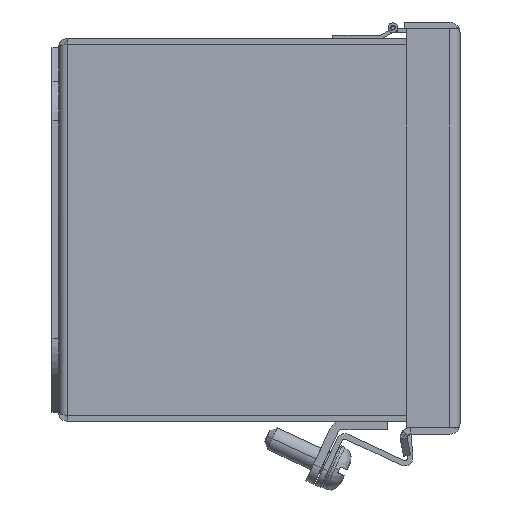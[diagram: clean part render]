
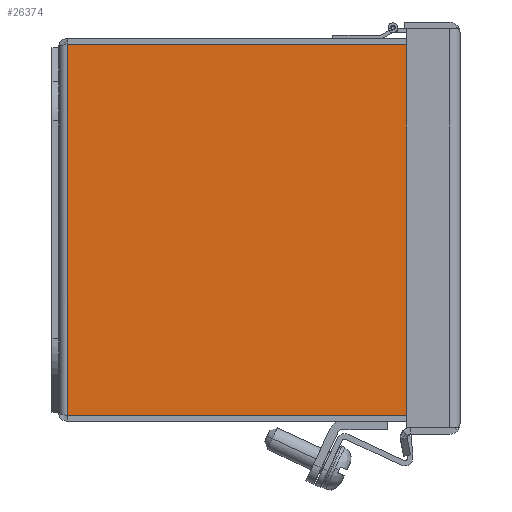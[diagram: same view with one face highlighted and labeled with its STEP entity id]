
A CAD part, front view. The second image highlights one B-rep face of the part: STEP entity #26374.
In plain terms, the highlighted face is planar.
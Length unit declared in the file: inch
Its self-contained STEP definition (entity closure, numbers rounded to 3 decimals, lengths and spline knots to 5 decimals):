
#433 = CARTESIAN_POINT ( 'NONE',  ( -1.94289, 0., -3. ) ) ;
#586 = ORIENTED_EDGE ( 'NONE', *, *, #23969, .F. ) ;
#2225 = VERTEX_POINT ( 'NONE', #3412 ) ;
#2606 = LINE ( 'NONE', #7958, #20600 ) ;
#2755 = VECTOR ( 'NONE', #14241, 39.37008 ) ;
#3222 = ORIENTED_EDGE ( 'NONE', *, *, #10416, .F. ) ;
#3404 = VECTOR ( 'NONE', #18907, 39.37008 ) ;
#3412 = CARTESIAN_POINT ( 'NONE',  ( -1.94289, -0.086, -3. ) ) ;
#3762 = ORIENTED_EDGE ( 'NONE', *, *, #12037, .F. ) ;
#4157 = DIRECTION ( 'NONE',  ( 0., 0., 1. ) ) ;
#4797 = DIRECTION ( 'NONE',  ( 0., 0., 1. ) ) ;
#6108 = CARTESIAN_POINT ( 'NONE',  ( 1.93791, -3.914, -3. ) ) ;
#7958 = CARTESIAN_POINT ( 'NONE',  ( 1.914, -0.086, -3. ) ) ;
#8522 = DIRECTION ( 'NONE',  ( 0., 0., 1. ) ) ;
#8525 = AXIS2_PLACEMENT_3D ( 'NONE', #9631, #4797, #11918 ) ;
#8694 = VERTEX_POINT ( 'NONE', #27170 ) ;
#9631 = CARTESIAN_POINT ( 'NONE',  ( 1.75489, -3.87102, -3. ) ) ;
#9725 = CIRCLE ( 'NONE', #8525, 0.188 ) ;
#9825 = DIRECTION ( 'NONE',  ( 1., 0., 0. ) ) ;
#10147 = VECTOR ( 'NONE', #9825, 39.37008 ) ;
#10416 = EDGE_CURVE ( 'NONE', #27264, #13096, #17472, .T. ) ;
#11107 = DIRECTION ( 'NONE',  ( 0., -1., 0. ) ) ;
#11394 = CIRCLE ( 'NONE', #13941, 0.188 ) ;
#11804 = EDGE_CURVE ( 'NONE', #29543, #2225, #2606, .T. ) ;
#11918 = DIRECTION ( 'NONE',  ( 0., -1., 0. ) ) ;
#12037 = EDGE_CURVE ( 'NONE', #8694, #27264, #11394, .T. ) ;
#13096 = VERTEX_POINT ( 'NONE', #6108 ) ;
#13499 = ORIENTED_EDGE ( 'NONE', *, *, #26651, .F. ) ;
#13941 = AXIS2_PLACEMENT_3D ( 'NONE', #20969, #4157, #18390 ) ;
#14241 = DIRECTION ( 'NONE',  ( 0., 1., 0. ) ) ;
#17472 = LINE ( 'NONE', #26316, #10147 ) ;
#18390 = DIRECTION ( 'NONE',  ( 0., -1., 0. ) ) ;
#18636 = CARTESIAN_POINT ( 'NONE',  ( -1.93791, -3.914, -3. ) ) ;
#18907 = DIRECTION ( 'NONE',  ( 0., -1., 0. ) ) ;
#19672 = EDGE_CURVE ( 'NONE', #2225, #8694, #21396, .T. ) ;
#20134 = CARTESIAN_POINT ( 'NONE',  ( -13.527, 0., -3. ) ) ;
#20212 = VERTEX_POINT ( 'NONE', #27396 ) ;
#20600 = VECTOR ( 'NONE', #22140, 39.37008 ) ;
#20969 = CARTESIAN_POINT ( 'NONE',  ( -1.75489, -3.87102, -3. ) ) ;
#21168 = FACE_OUTER_BOUND ( 'NONE', #24763, .T. ) ;
#21396 = LINE ( 'NONE', #433, #3404 ) ;
#21532 = ORIENTED_EDGE ( 'NONE', *, *, #11804, .F. ) ;
#22140 = DIRECTION ( 'NONE',  ( -1., 0., 0. ) ) ;
#23969 = EDGE_CURVE ( 'NONE', #20212, #29543, #27372, .T. ) ;
#24007 = ORIENTED_EDGE ( 'NONE', *, *, #19672, .F. ) ;
#24760 = CARTESIAN_POINT ( 'NONE',  ( 1.94289, -0.086, -3. ) ) ;
#24763 = EDGE_LOOP ( 'NONE', ( #13499, #3222, #3762, #24007, #21532, #586 ) ) ;
#26316 = CARTESIAN_POINT ( 'NONE',  ( -13.527, -3.914, -3. ) ) ;
#26374 = ADVANCED_FACE ( 'NONE', ( #21168 ), #29007, .F. ) ;
#26651 = EDGE_CURVE ( 'NONE', #13096, #20212, #9725, .T. ) ;
#27170 = CARTESIAN_POINT ( 'NONE',  ( -1.94289, -3.87102, -3. ) ) ;
#27264 = VERTEX_POINT ( 'NONE', #18636 ) ;
#27372 = LINE ( 'NONE', #27853, #2755 ) ;
#27396 = CARTESIAN_POINT ( 'NONE',  ( 1.94289, -3.87102, -3. ) ) ;
#27853 = CARTESIAN_POINT ( 'NONE',  ( 1.94289, 0., -3. ) ) ;
#29007 = PLANE ( 'NONE',  #29388 ) ;
#29388 = AXIS2_PLACEMENT_3D ( 'NONE', #20134, #8522, #11107 ) ;
#29543 = VERTEX_POINT ( 'NONE', #24760 ) ;
